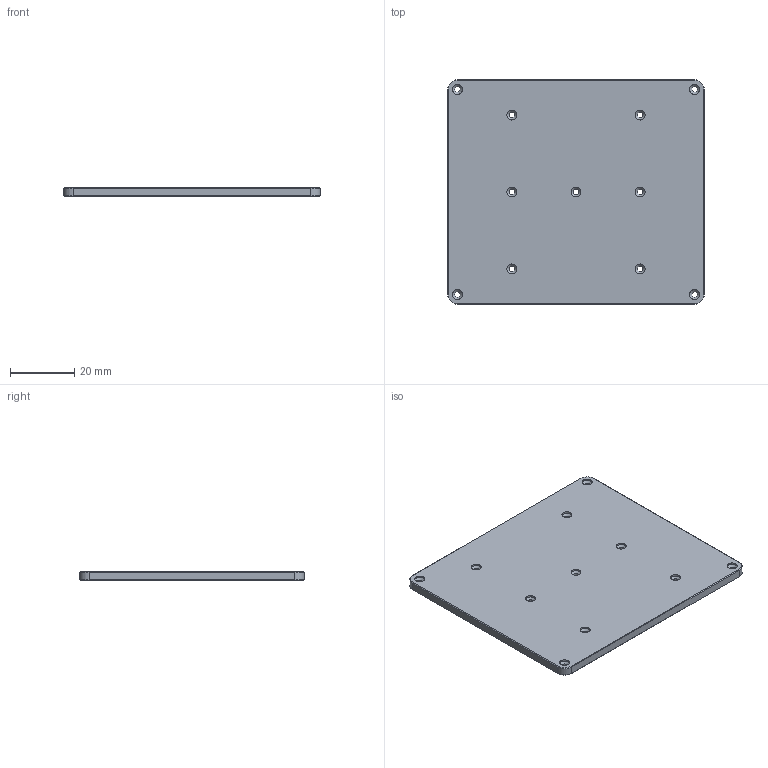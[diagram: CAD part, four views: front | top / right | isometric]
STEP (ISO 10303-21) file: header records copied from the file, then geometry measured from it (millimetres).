
FILE_DESCRIPTION(('FreeCAD Model'),'2;1');
FILE_NAME('Open CASCADE Shape Model','2024-11-22T01:30:23',(''),(''), 'Open CASCADE STEP processor 7.7','FreeCAD','Unknown');
FILE_SCHEMA(('AUTOMOTIVE_DESIGN { 1 0 10303 214 1 1 1 1 }'));
Length unit declared in the file: millimetre
Products named in the file (1): Fillet001
Bounding box: 80 x 70 x 2.8 mm (x, y, z)
Volume: 15506.1 mm3; surface area: 12078.8 mm2
Topology: 1 solids, 1 shells, 68 faces, 157 edges, 92 vertices
Faces by surface type: cylinder 30, plane 19, cone 19
Full cylindrical faces by diameter (mm): 1.8 x11, 3.1 x11
Entity records: 1971 total; most frequent: DIRECTION 363, CARTESIAN_POINT 318, ORIENTED_EDGE 314, EDGE_CURVE 157, AXIS2_PLACEMENT_3D 137, VERTEX_POINT 92, FACE_BOUND 91, EDGE_LOOP 91
